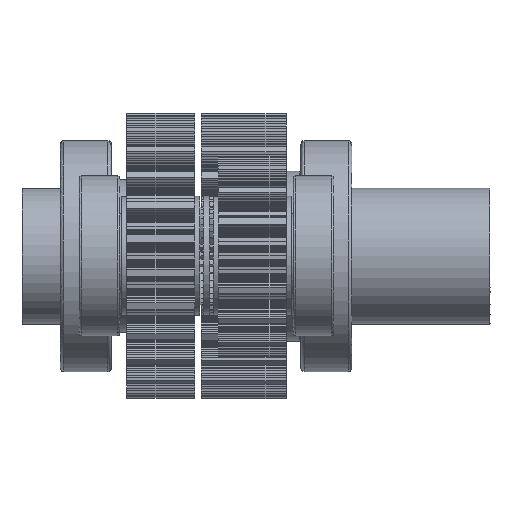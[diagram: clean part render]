
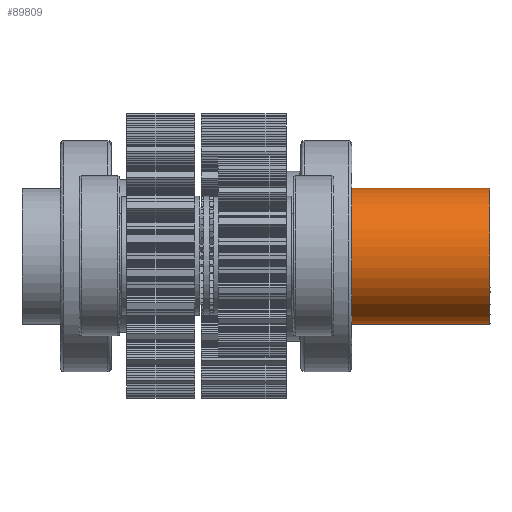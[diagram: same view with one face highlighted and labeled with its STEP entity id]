
A CAD part, top view. The second image highlights one B-rep face of the part: STEP entity #89809.
In plain terms, the highlighted free-form (B-spline) face has degree [2, 1] with [7, 2] control points.
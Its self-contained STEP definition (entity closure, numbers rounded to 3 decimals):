
#89753 = EDGE_CURVE('',#89754,#89756,#89758,.T.);
#89754 = VERTEX_POINT('',#89755);
#89755 = CARTESIAN_POINT('',(1685.582,68.859,
    -55.087));
#89756 = VERTEX_POINT('',#89757);
#89757 = CARTESIAN_POINT('',(1685.582,68.859,
    -89.517));
#89758 = ( BOUNDED_CURVE() B_SPLINE_CURVE(2,(#89759,#89760,#89761,#89762
,#89763),.UNSPECIFIED.,.F.,.F.) B_SPLINE_CURVE_WITH_KNOTS((3,2,3),(
    3.142,4.712,6.283),
.PIECEWISE_BEZIER_KNOTS.) CURVE() GEOMETRIC_REPRESENTATION_ITEM() 
RATIONAL_B_SPLINE_CURVE((1.,0.707,1.,0.707,1.)) 
REPRESENTATION_ITEM('') );
#89759 = CARTESIAN_POINT('',(1685.582,68.859,
    -55.087));
#89760 = CARTESIAN_POINT('',(1685.582,51.644,
    -55.087));
#89761 = CARTESIAN_POINT('',(1685.582,51.644,
    -72.302));
#89762 = CARTESIAN_POINT('',(1685.582,51.644,
    -89.517));
#89763 = CARTESIAN_POINT('',(1685.582,68.859,
    -89.517));
#89765 = EDGE_CURVE('',#89756,#89754,#89766,.T.);
#89766 = ( BOUNDED_CURVE() B_SPLINE_CURVE(2,(#89767,#89768,#89769,#89770
,#89771),.UNSPECIFIED.,.F.,.F.) B_SPLINE_CURVE_WITH_KNOTS((3,2,3),(0.,
1.571,3.142),.PIECEWISE_BEZIER_KNOTS.) CURVE() 
GEOMETRIC_REPRESENTATION_ITEM() RATIONAL_B_SPLINE_CURVE((1.,
0.707,1.,0.707,1.)) REPRESENTATION_ITEM('') );
#89767 = CARTESIAN_POINT('',(1685.582,68.859,
    -89.517));
#89768 = CARTESIAN_POINT('',(1685.582,86.074,
    -89.517));
#89769 = CARTESIAN_POINT('',(1685.582,86.074,
    -72.302));
#89770 = CARTESIAN_POINT('',(1685.582,86.074,
    -55.087));
#89771 = CARTESIAN_POINT('',(1685.582,68.859,
    -55.087));
#89785 = EDGE_CURVE('',#89786,#89788,#89790,.T.);
#89786 = VERTEX_POINT('',#89787);
#89787 = CARTESIAN_POINT('',(1733.783,68.859,
    -89.517));
#89788 = VERTEX_POINT('',#89789);
#89789 = CARTESIAN_POINT('',(1733.783,68.859,
    -55.087));
#89790 = ( BOUNDED_CURVE() B_SPLINE_CURVE(2,(#89791,#89792,#89793,#89794
,#89795),.UNSPECIFIED.,.F.,.F.) B_SPLINE_CURVE_WITH_KNOTS((3,2,3),(0.,
1.571,3.142),.PIECEWISE_BEZIER_KNOTS.) CURVE() 
GEOMETRIC_REPRESENTATION_ITEM() RATIONAL_B_SPLINE_CURVE((1.,
0.707,1.,0.707,1.)) REPRESENTATION_ITEM('') );
#89791 = CARTESIAN_POINT('',(1733.783,68.859,
    -89.517));
#89792 = CARTESIAN_POINT('',(1733.783,86.074,
    -89.517));
#89793 = CARTESIAN_POINT('',(1733.783,86.074,
    -72.302));
#89794 = CARTESIAN_POINT('',(1733.783,86.074,
    -55.087));
#89795 = CARTESIAN_POINT('',(1733.783,68.859,
    -55.087));
#89797 = EDGE_CURVE('',#89788,#89786,#89798,.T.);
#89798 = ( BOUNDED_CURVE() B_SPLINE_CURVE(2,(#89799,#89800,#89801,#89802
,#89803),.UNSPECIFIED.,.F.,.F.) B_SPLINE_CURVE_WITH_KNOTS((3,2,3),(
    3.142,4.712,6.283),
.PIECEWISE_BEZIER_KNOTS.) CURVE() GEOMETRIC_REPRESENTATION_ITEM() 
RATIONAL_B_SPLINE_CURVE((1.,0.707,1.,0.707,1.)) 
REPRESENTATION_ITEM('') );
#89799 = CARTESIAN_POINT('',(1733.783,68.859,
    -55.087));
#89800 = CARTESIAN_POINT('',(1733.783,51.644,
    -55.087));
#89801 = CARTESIAN_POINT('',(1733.783,51.644,
    -72.302));
#89802 = CARTESIAN_POINT('',(1733.783,51.644,
    -89.517));
#89803 = CARTESIAN_POINT('',(1733.783,68.859,
    -89.517));
#89809 = ADVANCED_FACE('',(#89810),#89822,.T.);
#89810 = FACE_BOUND('',#89811,.T.);
#89811 = EDGE_LOOP('',(#89812,#89817,#89818,#89819,#89820,#89821));
#89812 = ORIENTED_EDGE('',*,*,#89813,.T.);
#89813 = EDGE_CURVE('',#89754,#89788,#89814,.T.);
#89814 = B_SPLINE_CURVE_WITH_KNOTS('',1,(#89815,#89816),.UNSPECIFIED.,
  .F.,.F.,(2,2),(0.,56.),.PIECEWISE_BEZIER_KNOTS.);
#89815 = CARTESIAN_POINT('',(1685.582,68.859,
    -55.087));
#89816 = CARTESIAN_POINT('',(1733.783,68.859,
    -55.087));
#89817 = ORIENTED_EDGE('',*,*,#89785,.F.);
#89818 = ORIENTED_EDGE('',*,*,#89797,.F.);
#89819 = ORIENTED_EDGE('',*,*,#89813,.F.);
#89820 = ORIENTED_EDGE('',*,*,#89753,.T.);
#89821 = ORIENTED_EDGE('',*,*,#89765,.T.);
#89822 = ( BOUNDED_SURFACE() B_SPLINE_SURFACE(2,1,(
    (#89823,#89824)
    ,(#89825,#89826)
    ,(#89827,#89828)
    ,(#89829,#89830)
    ,(#89831,#89832)
    ,(#89833,#89834)
    ,(#89835,#89836
)),.UNSPECIFIED.,.T.,.F.,.F.) B_SPLINE_SURFACE_WITH_KNOTS((1,2,2,2,2,1),
  (2,2),(-2.094,0.,2.094,4.189,6.283,
    8.378),(-43.,13.),.UNSPECIFIED.) 
GEOMETRIC_REPRESENTATION_ITEM() RATIONAL_B_SPLINE_SURFACE((
    (1.,1.)
    ,(0.5,0.5)
    ,(1.,1.)
    ,(0.5,0.5)
    ,(1.,1.)
    ,(0.5,0.5)
,(1.,1.))) REPRESENTATION_ITEM('') SURFACE() );
#89823 = CARTESIAN_POINT('',(1733.783,68.859,
    -55.087));
#89824 = CARTESIAN_POINT('',(1685.582,68.859,
    -55.087));
#89825 = CARTESIAN_POINT('',(1733.783,98.676,
    -55.087));
#89826 = CARTESIAN_POINT('',(1685.582,98.676,
    -55.087));
#89827 = CARTESIAN_POINT('',(1733.783,83.767,
    -80.909));
#89828 = CARTESIAN_POINT('',(1685.582,83.767,
    -80.909));
#89829 = CARTESIAN_POINT('',(1733.783,68.859,
    -106.731));
#89830 = CARTESIAN_POINT('',(1685.582,68.859,
    -106.731));
#89831 = CARTESIAN_POINT('',(1733.783,53.951,
    -80.909));
#89832 = CARTESIAN_POINT('',(1685.582,53.951,
    -80.909));
#89833 = CARTESIAN_POINT('',(1733.783,39.042,
    -55.087));
#89834 = CARTESIAN_POINT('',(1685.582,39.042,
    -55.087));
#89835 = CARTESIAN_POINT('',(1733.783,68.859,
    -55.087));
#89836 = CARTESIAN_POINT('',(1685.582,68.859,
    -55.087));
